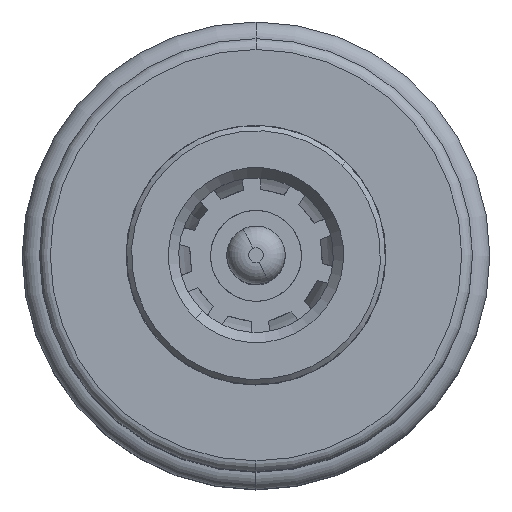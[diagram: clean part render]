
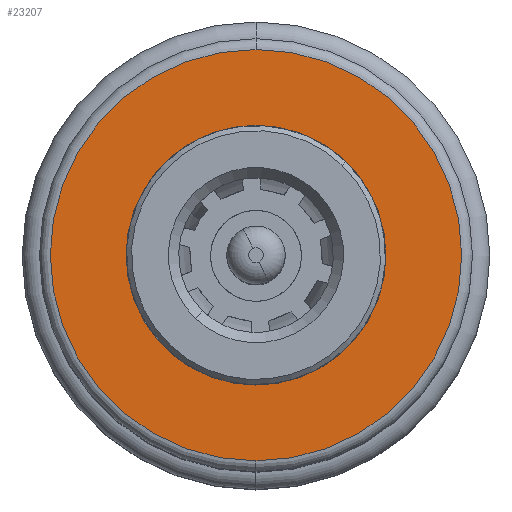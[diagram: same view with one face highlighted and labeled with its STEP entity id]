
A CAD part, top view. The second image highlights one B-rep face of the part: STEP entity #23207.
In plain terms, the highlighted face is planar.
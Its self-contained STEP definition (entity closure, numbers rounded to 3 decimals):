
#52 = DIRECTION ( 'NONE',  ( 0., 1., 0. ) ) ;
#818 = EDGE_CURVE ( 'NONE', #9787, #17182, #3354, .T. ) ;
#996 = DIRECTION ( 'NONE',  ( 0., 1., 0. ) ) ;
#2296 = DIRECTION ( 'NONE',  ( 0., 1., 0. ) ) ;
#2723 = ORIENTED_EDGE ( 'NONE', *, *, #818, .F. ) ;
#3354 = CIRCLE ( 'NONE', #17091, 3. ) ;
#3358 = EDGE_CURVE ( 'NONE', #22878, #7325, #18293, .T. ) ;
#4438 = FACE_BOUND ( 'NONE', #7132, .T. ) ;
#4582 = CARTESIAN_POINT ( 'NONE',  ( -3., 55.738, 0. ) ) ;
#4671 = CARTESIAN_POINT ( 'NONE',  ( 3., 55.738, 0. ) ) ;
#5308 = DIRECTION ( 'NONE',  ( 0., 1., 0. ) ) ;
#6829 = PLANE ( 'NONE',  #12593 ) ;
#7132 = EDGE_LOOP ( 'NONE', ( #17232, #2723 ) ) ;
#7325 = VERTEX_POINT ( 'NONE', #13702 ) ;
#7822 = FACE_OUTER_BOUND ( 'NONE', #12723, .T. ) ;
#9094 = DIRECTION ( 'NONE',  ( 0., 1., 0. ) ) ;
#9787 = VERTEX_POINT ( 'NONE', #4671 ) ;
#11788 = CARTESIAN_POINT ( 'NONE',  ( 0., 55.738, 0. ) ) ;
#12593 = AXIS2_PLACEMENT_3D ( 'NONE', #24433, #996, #14686 ) ;
#12723 = EDGE_LOOP ( 'NONE', ( #25073, #15496 ) ) ;
#13702 = CARTESIAN_POINT ( 'NONE',  ( -4.75, 55.738, 0. ) ) ;
#13747 = DIRECTION ( 'NONE',  ( -1., 0., 0. ) ) ;
#13991 = AXIS2_PLACEMENT_3D ( 'NONE', #20817, #9094, #22763 ) ;
#14014 = CARTESIAN_POINT ( 'NONE',  ( 0., 55.738, 0. ) ) ;
#14686 = DIRECTION ( 'NONE',  ( -1., 0., 0. ) ) ;
#15496 = ORIENTED_EDGE ( 'NONE', *, *, #3358, .T. ) ;
#16002 = DIRECTION ( 'NONE',  ( -1., 0., 0. ) ) ;
#17039 = CARTESIAN_POINT ( 'NONE',  ( 0., 55.738, 0. ) ) ;
#17091 = AXIS2_PLACEMENT_3D ( 'NONE', #11788, #52, #13747 ) ;
#17182 = VERTEX_POINT ( 'NONE', #4582 ) ;
#17232 = ORIENTED_EDGE ( 'NONE', *, *, #23948, .F. ) ;
#17403 = AXIS2_PLACEMENT_3D ( 'NONE', #17039, #5308, #19046 ) ;
#18166 = AXIS2_PLACEMENT_3D ( 'NONE', #14014, #2296, #16002 ) ;
#18293 = CIRCLE ( 'NONE', #17403, 4.75 ) ;
#19046 = DIRECTION ( 'NONE',  ( -1., 0., 0. ) ) ;
#19438 = EDGE_CURVE ( 'NONE', #7325, #22878, #24082, .T. ) ;
#20817 = CARTESIAN_POINT ( 'NONE',  ( 0., 55.738, 0. ) ) ;
#21569 = CARTESIAN_POINT ( 'NONE',  ( 4.75, 55.738, 0. ) ) ;
#22763 = DIRECTION ( 'NONE',  ( -1., 0., 0. ) ) ;
#22878 = VERTEX_POINT ( 'NONE', #21569 ) ;
#23207 = ADVANCED_FACE ( 'NONE', ( #4438, #7822 ), #6829, .T. ) ;
#23948 = EDGE_CURVE ( 'NONE', #17182, #9787, #23992, .T. ) ;
#23992 = CIRCLE ( 'NONE', #18166, 3. ) ;
#24082 = CIRCLE ( 'NONE', #13991, 4.75 ) ;
#24433 = CARTESIAN_POINT ( 'NONE',  ( 0., 55.738, 0. ) ) ;
#25073 = ORIENTED_EDGE ( 'NONE', *, *, #19438, .T. ) ;
